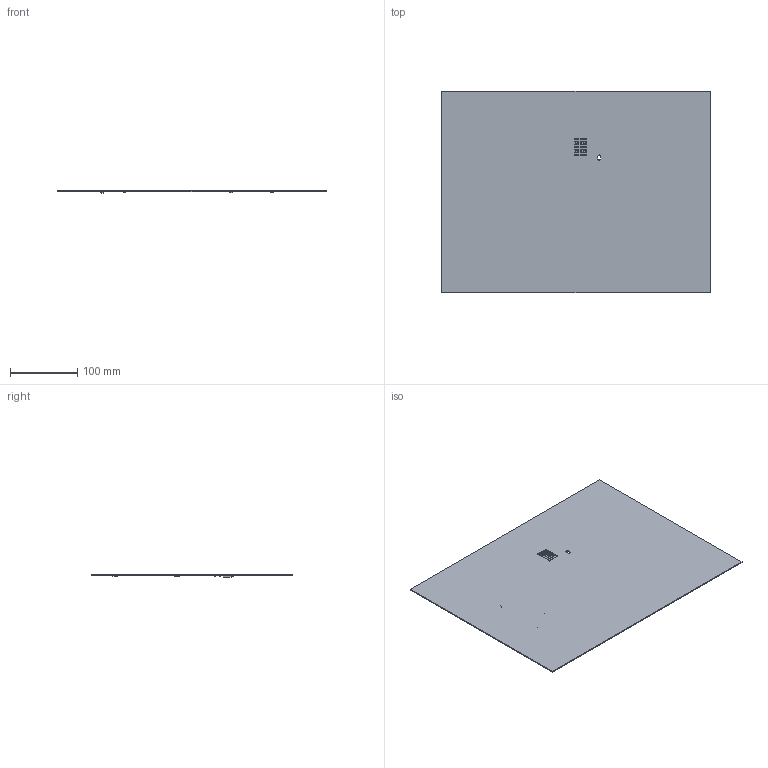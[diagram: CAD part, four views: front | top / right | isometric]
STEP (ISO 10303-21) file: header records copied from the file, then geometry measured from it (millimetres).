
FILE_DESCRIPTION(('STEP AP214'),'1');
FILE_NAME('Olli_001.stp','2021-01-30T15:32:05',(' '),(' '),'Spatial InterOp 3D',' ',' ');
FILE_SCHEMA(('AUTOMOTIVE_DESIGN { 1 0 10303 214 1 1 1 1 }'));
Length unit declared in the file: millimetre
Products named in the file (1): Olli_001
Bounding box: 400 x 300 x 3.8 mm (x, y, z)
Volume: 179757.7 mm3; surface area: 242343.8 mm2
Topology: 1 solids, 1 shells, 157 faces, 420 edges, 280 vertices
Faces by surface type: plane 84, cylinder 73
Entity records: 6364 total; most frequent: DIRECTION 882, CARTESIAN_POINT 858, ORIENTED_EDGE 840, EDGE_CURVE 420, AXIS2_PLACEMENT_3D 304, VERTEX_POINT 280, LINE 274, VECTOR 274
